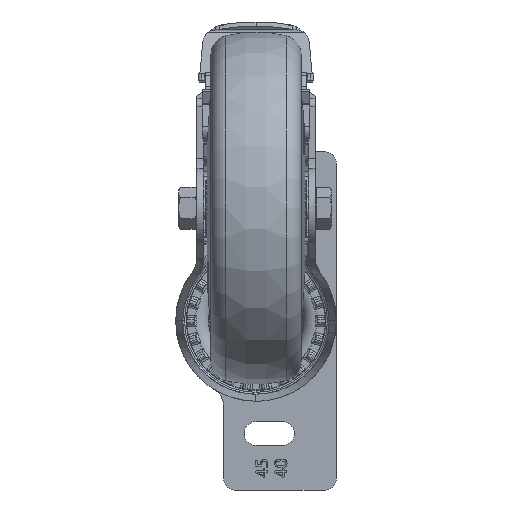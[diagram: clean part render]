
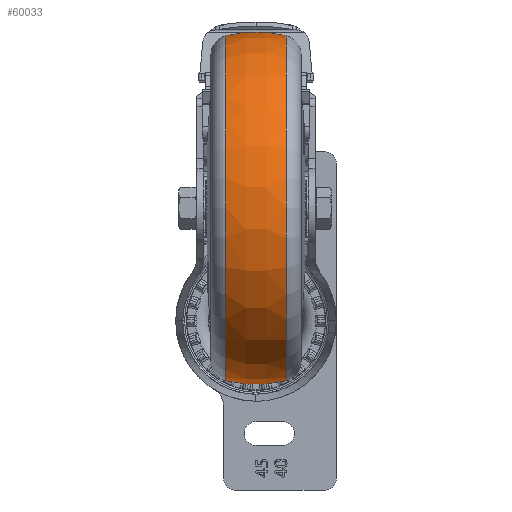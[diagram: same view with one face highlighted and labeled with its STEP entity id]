
A CAD part, front view. The second image highlights one B-rep face of the part: STEP entity #60033.
In plain terms, the highlighted toroidal (fillet/blend) face has major radius 17.5 mm and minor radius 45 mm.
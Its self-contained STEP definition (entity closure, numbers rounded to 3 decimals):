
#2285 = CARTESIAN_POINT ( 'NONE',  ( -10.658, 0., -61.22 ) ) ;
#3133 = DIRECTION ( 'NONE',  ( 0., 0., -1. ) ) ;
#3274 = CARTESIAN_POINT ( 'NONE',  ( 10.658, 0., 61.22 ) ) ;
#10447 = EDGE_CURVE ( 'NONE', #15949, #132501, #34904, .T. ) ;
#15949 = VERTEX_POINT ( 'NONE', #107461 ) ;
#22121 = CARTESIAN_POINT ( 'NONE',  ( -10.658, 0., 0. ) ) ;
#22676 = CARTESIAN_POINT ( 'NONE',  ( 0., 0., 17.5 ) ) ;
#24529 = CARTESIAN_POINT ( 'NONE',  ( 0., 0., 0. ) ) ;
#27350 = VERTEX_POINT ( 'NONE', #64412 ) ;
#31991 = TOROIDAL_SURFACE ( 'NONE', #78007, 17.5, 45. ) ;
#33111 = DIRECTION ( 'NONE',  ( 0., 0., -1. ) ) ;
#33670 = DIRECTION ( 'NONE',  ( 0., 0., 1. ) ) ;
#34904 = CIRCLE ( 'NONE', #44477, 45. ) ;
#37437 = VERTEX_POINT ( 'NONE', #2285 ) ;
#44477 = AXIS2_PLACEMENT_3D ( 'NONE', #22676, #99129, #33670 ) ;
#45807 = DIRECTION ( 'NONE',  ( 0., -1., 0. ) ) ;
#51164 = CARTESIAN_POINT ( 'NONE',  ( 10.658, 0., 0. ) ) ;
#54470 = ORIENTED_EDGE ( 'NONE', *, *, #65136, .T. ) ;
#60033 = ADVANCED_FACE ( 'NONE', ( #96999 ), #31991, .T. ) ;
#62179 = DIRECTION ( 'NONE',  ( 0., 0., 1. ) ) ;
#64412 = CARTESIAN_POINT ( 'NONE',  ( 10.658, 0., -61.22 ) ) ;
#65136 = EDGE_CURVE ( 'NONE', #15949, #37437, #110644, .T. ) ;
#67568 = EDGE_CURVE ( 'NONE', #37437, #27350, #96913, .T. ) ;
#68679 = DIRECTION ( 'NONE',  ( 1., 0., 0. ) ) ;
#78007 = AXIS2_PLACEMENT_3D ( 'NONE', #24529, #68679, #3133 ) ;
#85171 = AXIS2_PLACEMENT_3D ( 'NONE', #110991, #45807, #121812 ) ;
#88018 = EDGE_LOOP ( 'NONE', ( #136756, #54470, #131099, #124452 ) ) ;
#96913 = CIRCLE ( 'NONE', #85171, 45. ) ;
#96999 = FACE_OUTER_BOUND ( 'NONE', #88018, .T. ) ;
#98581 = DIRECTION ( 'NONE',  ( 1., 0., 0. ) ) ;
#99129 = DIRECTION ( 'NONE',  ( 0., 1., 0. ) ) ;
#102100 = AXIS2_PLACEMENT_3D ( 'NONE', #22121, #98581, #33111 ) ;
#105541 = AXIS2_PLACEMENT_3D ( 'NONE', #51164, #127117, #62179 ) ;
#107461 = CARTESIAN_POINT ( 'NONE',  ( -10.658, 0., 61.22 ) ) ;
#110644 = CIRCLE ( 'NONE', #102100, 61.22 ) ;
#110991 = CARTESIAN_POINT ( 'NONE',  ( 0., 0., -17.5 ) ) ;
#118426 = CIRCLE ( 'NONE', #105541, 61.22 ) ;
#121812 = DIRECTION ( 'NONE',  ( 1., 0., 0. ) ) ;
#124452 = ORIENTED_EDGE ( 'NONE', *, *, #137212, .T. ) ;
#127117 = DIRECTION ( 'NONE',  ( -1., 0., 0. ) ) ;
#131099 = ORIENTED_EDGE ( 'NONE', *, *, #67568, .T. ) ;
#132501 = VERTEX_POINT ( 'NONE', #3274 ) ;
#136756 = ORIENTED_EDGE ( 'NONE', *, *, #10447, .F. ) ;
#137212 = EDGE_CURVE ( 'NONE', #27350, #132501, #118426, .T. ) ;
